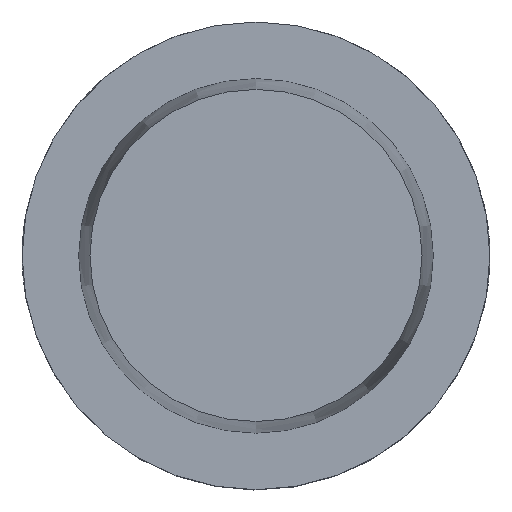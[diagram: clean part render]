
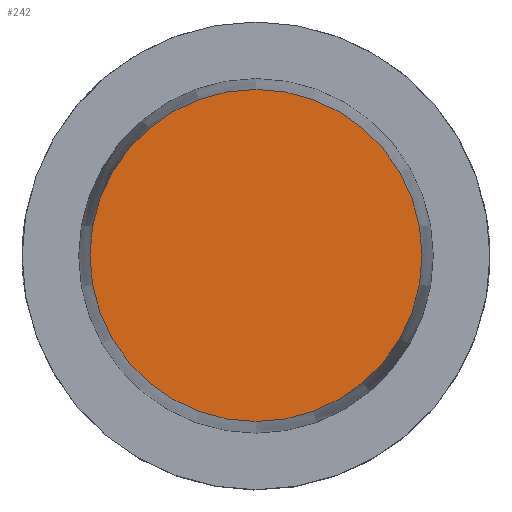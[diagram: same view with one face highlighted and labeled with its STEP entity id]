
A CAD part, top view. The second image highlights one B-rep face of the part: STEP entity #242.
In plain terms, the highlighted planar face has unit normal (0, 0, 1).
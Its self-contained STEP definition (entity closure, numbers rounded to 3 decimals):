
#242=ADVANCED_FACE('240[2]',(#658),#659,.T.);
#273=EDGE_CURVE('240[2]',#706,#706,#707,.T.);
#658=FACE_OUTER_BOUND('',#1322,.T.);
#659=PLANE('',#1323);
#706=VERTEX_POINT('',#1394);
#707=CIRCLE('',#1395,35.5);
#1322=EDGE_LOOP('',(#2155));
#1323=AXIS2_PLACEMENT_3D('',#2156,#2157,#2158);
#1394=CARTESIAN_POINT('',(0.,35.5,50.0));
#1395=AXIS2_PLACEMENT_3D('',#2223,#2224,#2225);
#2155=ORIENTED_EDGE('',*,*,#273,.F.);
#2156=CARTESIAN_POINT('',(0.,17.75,50.0));
#2157=DIRECTION('',(0.,0.,1.0));
#2158=DIRECTION('',(1.0,0.,0.0));
#2223=CARTESIAN_POINT('',(0.,0.,50.0));
#2224=DIRECTION('',(0.,0.,-1.0));
#2225=DIRECTION('',(0.,1.0,0.));
